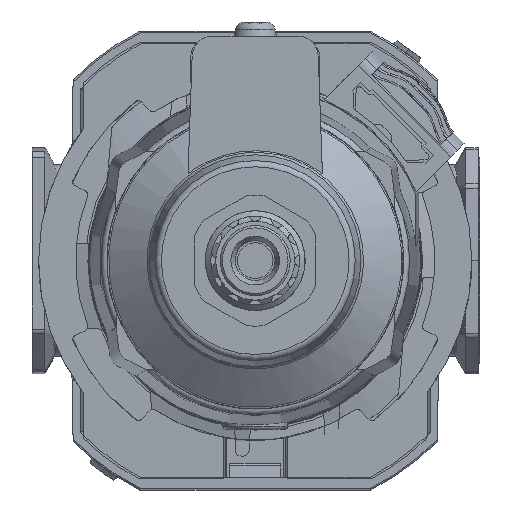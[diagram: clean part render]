
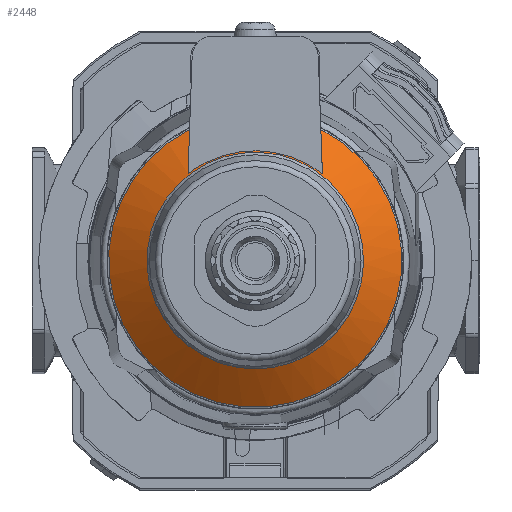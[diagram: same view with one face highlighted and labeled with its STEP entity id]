
A CAD part, front view. The second image highlights one B-rep face of the part: STEP entity #2448.
In plain terms, the highlighted conical face has half-angle 55 degrees and reference radius 23.023 mm.
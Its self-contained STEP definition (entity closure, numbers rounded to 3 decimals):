
#2448 = ADVANCED_FACE( '', ( #5489, #5490 ), #5491, .T. );
#5489 = FACE_BOUND( '', #9345, .T. );
#5490 = FACE_OUTER_BOUND( '', #9346, .T. );
#5491 = CONICAL_SURFACE( '', #9347, 23.023, 0.96 );
#9345 = EDGE_LOOP( '', ( #16475 ) );
#9346 = EDGE_LOOP( '', ( #16476, #16477, #16478, #16479 ) );
#9347 = AXIS2_PLACEMENT_3D( '', #16480, #16481, #16482 );
#16475 = ORIENTED_EDGE( '', *, *, #25065, .F. );
#16476 = ORIENTED_EDGE( '', *, *, #23758, .F. );
#16477 = ORIENTED_EDGE( '', *, *, #25066, .T. );
#16478 = ORIENTED_EDGE( '', *, *, #25067, .T. );
#16479 = ORIENTED_EDGE( '', *, *, #24970, .T. );
#16480 = CARTESIAN_POINT( '', ( 0., 8.923, 0. ) );
#16481 = DIRECTION( '', ( 0., 1., 0. ) );
#16482 = DIRECTION( '', ( 0., 0., 1. ) );
#23758 = EDGE_CURVE( '', #28942, #28945, #28946, .T. );
#24970 = EDGE_CURVE( '', #30811, #28945, #30812, .T. );
#25065 = EDGE_CURVE( '', #30948, #30948, #30949, .T. );
#25066 = EDGE_CURVE( '', #28942, #30950, #30951, .T. );
#25067 = EDGE_CURVE( '', #30950, #30811, #30952, .T. );
#28942 = VERTEX_POINT( '', #36926 );
#28945 = VERTEX_POINT( '', #36930 );
#28946 = CIRCLE( '', #36931, 17.246 );
#30811 = VERTEX_POINT( '', #39951 );
#30812 = B_SPLINE_CURVE_WITH_KNOTS( '', 3, ( #39952, #39953, #39954, #39955, #39956, #39957 ), .UNSPECIFIED., .F., .F., ( 4, 2, 4 ), ( 0., 0.004, 0.008 ), .UNSPECIFIED. );
#30948 = VERTEX_POINT( '', #40187 );
#30949 = CIRCLE( '', #40188, 17.004 );
#30950 = VERTEX_POINT( '', #40189 );
#30951 = B_SPLINE_CURVE_WITH_KNOTS( '', 3, ( #40190, #40191, #40192, #40193, #40194, #40195 ), .UNSPECIFIED., .F., .F., ( 4, 2, 4 ), ( 0., 0.004, 0.008 ), .UNSPECIFIED. );
#30952 = CIRCLE( '', #40196, 23.023 );
#36926 = CARTESIAN_POINT( '', ( -10.544, 4.878, 13.646 ) );
#36930 = CARTESIAN_POINT( '', ( 10.544, 4.878, 13.646 ) );
#36931 = AXIS2_PLACEMENT_3D( '', #45222, #45223, #45224 );
#39951 = CARTESIAN_POINT( '', ( 10.302, 8.923, 20.589 ) );
#39952 = CARTESIAN_POINT( '', ( 10.302, 8.923, 20.589 ) );
#39953 = CARTESIAN_POINT( '', ( 10.342, 8.221, 19.448 ) );
#39954 = CARTESIAN_POINT( '', ( 10.382, 7.529, 18.302 ) );
#39955 = CARTESIAN_POINT( '', ( 10.463, 6.175, 15.99 ) );
#39956 = CARTESIAN_POINT( '', ( 10.503, 5.514, 14.826 ) );
#39957 = CARTESIAN_POINT( '', ( 10.544, 4.878, 13.646 ) );
#40187 = CARTESIAN_POINT( '', ( 0., 4.709, -17.004 ) );
#40188 = AXIS2_PLACEMENT_3D( '', #46772, #46773, #46774 );
#40189 = CARTESIAN_POINT( '', ( -10.302, 8.923, 20.589 ) );
#40190 = CARTESIAN_POINT( '', ( -10.544, 4.878, 13.646 ) );
#40191 = CARTESIAN_POINT( '', ( -10.503, 5.514, 14.826 ) );
#40192 = CARTESIAN_POINT( '', ( -10.463, 6.175, 15.99 ) );
#40193 = CARTESIAN_POINT( '', ( -10.382, 7.529, 18.302 ) );
#40194 = CARTESIAN_POINT( '', ( -10.342, 8.221, 19.448 ) );
#40195 = CARTESIAN_POINT( '', ( -10.302, 8.923, 20.589 ) );
#40196 = AXIS2_PLACEMENT_3D( '', #46775, #46776, #46777 );
#45222 = CARTESIAN_POINT( '', ( 0., 4.878, 0. ) );
#45223 = DIRECTION( '', ( 0., 1., 0. ) );
#45224 = DIRECTION( '', ( 0., 0., 1. ) );
#46772 = CARTESIAN_POINT( '', ( 0., 4.709, 0. ) );
#46773 = DIRECTION( '', ( 0., -1., 0. ) );
#46774 = DIRECTION( '', ( 0., 0., -1. ) );
#46775 = CARTESIAN_POINT( '', ( 0., 8.923, 0. ) );
#46776 = DIRECTION( '', ( 0., -1., 0. ) );
#46777 = DIRECTION( '', ( 0., 0., -1. ) );
